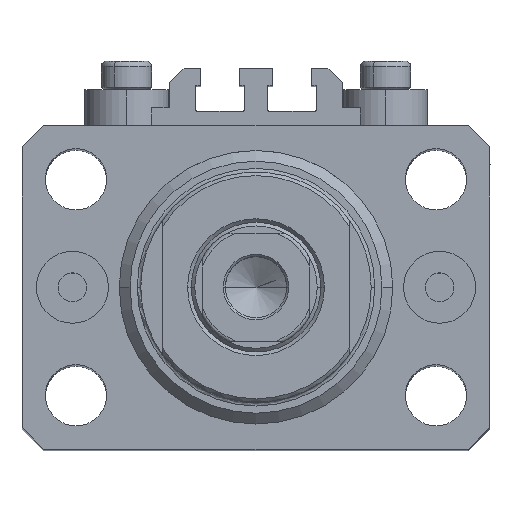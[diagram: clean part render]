
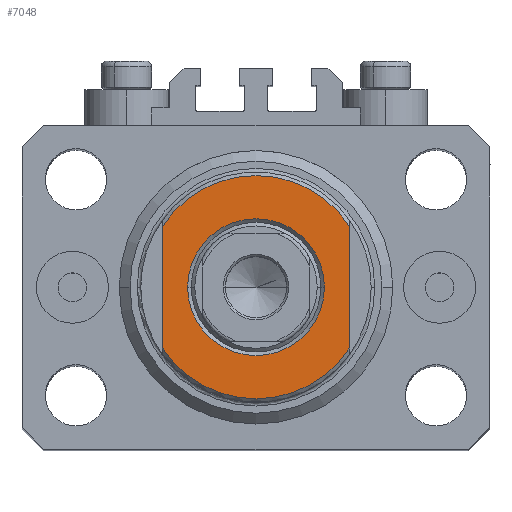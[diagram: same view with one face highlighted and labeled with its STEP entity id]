
A CAD part, top view. The second image highlights one B-rep face of the part: STEP entity #7048.
In plain terms, the highlighted face is planar.
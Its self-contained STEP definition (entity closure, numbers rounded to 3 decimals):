
#180 = EDGE_CURVE ( 'NONE', #6555, #26178, #36842, .T. ) ;
#642 = AXIS2_PLACEMENT_3D ( 'NONE', #29780, #9027, #1614 ) ;
#878 = CARTESIAN_POINT ( 'NONE',  ( 9.5, 0., -6.5 ) ) ;
#1329 = ORIENTED_EDGE ( 'NONE', *, *, #180, .T. ) ;
#1614 = DIRECTION ( 'NONE',  ( -1., 0., 0. ) ) ;
#3208 = DIRECTION ( 'NONE',  ( -1., 0., 0. ) ) ;
#3290 = ORIENTED_EDGE ( 'NONE', *, *, #11290, .T. ) ;
#3309 = DIRECTION ( 'NONE',  ( 0., -1., 0. ) ) ;
#6296 = EDGE_CURVE ( 'NONE', #20831, #22870, #10419, .T. ) ;
#6555 = VERTEX_POINT ( 'NONE', #12563 ) ;
#6683 = CARTESIAN_POINT ( 'NONE',  ( 13., -43.081, -6.5 ) ) ;
#7048 = ADVANCED_FACE ( 'NONE', ( #10559, #7931 ), #21523, .T. ) ;
#7614 = ORIENTED_EDGE ( 'NONE', *, *, #41476, .T. ) ;
#7648 = CARTESIAN_POINT ( 'NONE',  ( 13., -8.441, -6.5 ) ) ;
#7931 = FACE_OUTER_BOUND ( 'NONE', #44673, .T. ) ;
#8164 = DIRECTION ( 'NONE',  ( 0., -1., 0. ) ) ;
#8373 = EDGE_LOOP ( 'NONE', ( #13403, #7614 ) ) ;
#8404 = CARTESIAN_POINT ( 'NONE',  ( -13., -43.081, -6.5 ) ) ;
#8620 = VERTEX_POINT ( 'NONE', #12814 ) ;
#9027 = DIRECTION ( 'NONE',  ( 0., 0., -1. ) ) ;
#9709 = VERTEX_POINT ( 'NONE', #7648 ) ;
#10419 = CIRCLE ( 'NONE', #33274, 9.5 ) ;
#10559 = FACE_BOUND ( 'NONE', #8373, .T. ) ;
#10799 = DIRECTION ( 'NONE',  ( 0., 0., -1. ) ) ;
#10952 = LINE ( 'NONE', #6683, #35921 ) ;
#11290 = EDGE_CURVE ( 'NONE', #9709, #8620, #38778, .T. ) ;
#12563 = CARTESIAN_POINT ( 'NONE',  ( -13., 8.441, -6.5 ) ) ;
#12814 = CARTESIAN_POINT ( 'NONE',  ( -13., -8.441, -6.5 ) ) ;
#13288 = AXIS2_PLACEMENT_3D ( 'NONE', #23468, #27050, #38051 ) ;
#13403 = ORIENTED_EDGE ( 'NONE', *, *, #6296, .T. ) ;
#14666 = CARTESIAN_POINT ( 'NONE',  ( 0., 0., -6.5 ) ) ;
#15196 = DIRECTION ( 'NONE',  ( 0., 0., 1. ) ) ;
#15426 = CARTESIAN_POINT ( 'NONE',  ( -9.5, 0., -6.5 ) ) ;
#19470 = VECTOR ( 'NONE', #8164, 1000. ) ;
#20831 = VERTEX_POINT ( 'NONE', #15426 ) ;
#21523 = PLANE ( 'NONE',  #34114 ) ;
#22870 = VERTEX_POINT ( 'NONE', #878 ) ;
#23130 = AXIS2_PLACEMENT_3D ( 'NONE', #14666, #44006, #3208 ) ;
#23468 = CARTESIAN_POINT ( 'NONE',  ( 0., 0., -6.5 ) ) ;
#25105 = CARTESIAN_POINT ( 'NONE',  ( 0., 0., -6.5 ) ) ;
#25154 = ORIENTED_EDGE ( 'NONE', *, *, #30102, .T. ) ;
#26171 = DIRECTION ( 'NONE',  ( -1., 0., 0. ) ) ;
#26178 = VERTEX_POINT ( 'NONE', #31001 ) ;
#26520 = LINE ( 'NONE', #8404, #19470 ) ;
#26726 = ORIENTED_EDGE ( 'NONE', *, *, #45935, .F. ) ;
#27050 = DIRECTION ( 'NONE',  ( 0., 0., 1. ) ) ;
#29746 = CARTESIAN_POINT ( 'NONE',  ( 0., 0., -6.5 ) ) ;
#29780 = CARTESIAN_POINT ( 'NONE',  ( 0., 0., -6.5 ) ) ;
#30037 = CIRCLE ( 'NONE', #13288, 9.5 ) ;
#30102 = EDGE_CURVE ( 'NONE', #26178, #9709, #10952, .T. ) ;
#31001 = CARTESIAN_POINT ( 'NONE',  ( 13., 8.441, -6.5 ) ) ;
#32990 = DIRECTION ( 'NONE',  ( -1., 0., 0. ) ) ;
#33274 = AXIS2_PLACEMENT_3D ( 'NONE', #29746, #15196, #26171 ) ;
#34114 = AXIS2_PLACEMENT_3D ( 'NONE', #25105, #10799, #32990 ) ;
#35921 = VECTOR ( 'NONE', #3309, 1000. ) ;
#36842 = CIRCLE ( 'NONE', #23130, 15.5 ) ;
#38051 = DIRECTION ( 'NONE',  ( -1., 0., 0. ) ) ;
#38778 = CIRCLE ( 'NONE', #642, 15.5 ) ;
#41476 = EDGE_CURVE ( 'NONE', #22870, #20831, #30037, .T. ) ;
#44006 = DIRECTION ( 'NONE',  ( 0., 0., -1. ) ) ;
#44673 = EDGE_LOOP ( 'NONE', ( #1329, #25154, #3290, #26726 ) ) ;
#45935 = EDGE_CURVE ( 'NONE', #6555, #8620, #26520, .T. ) ;
